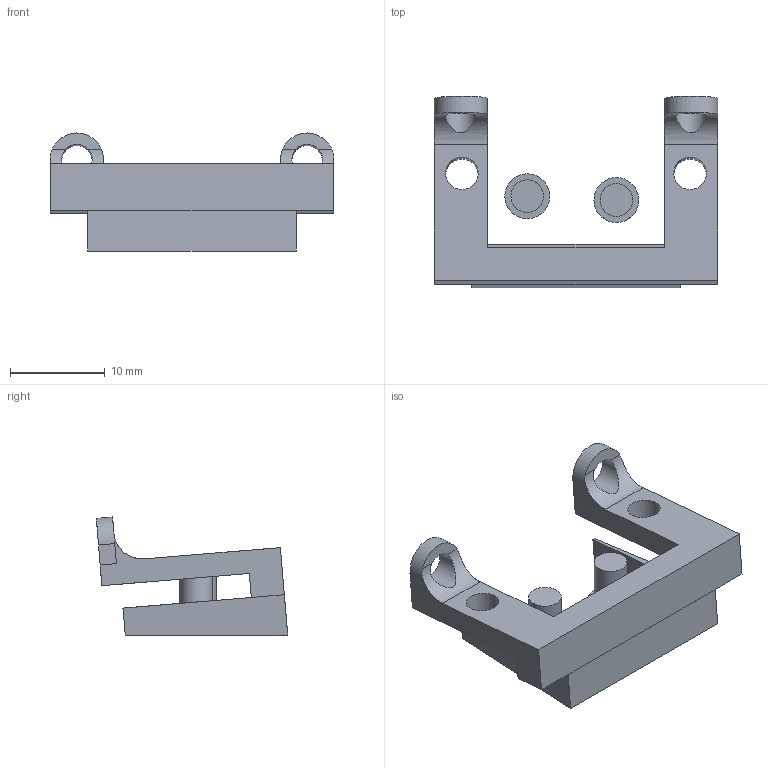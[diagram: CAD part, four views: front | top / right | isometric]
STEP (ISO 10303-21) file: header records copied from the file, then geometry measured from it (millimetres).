
FILE_DESCRIPTION(/* description */ ('STEP AP242','CAx-IF Rec.Pracs.---Representation and Presentation of Product Manufacturing Information (PMI)---4.0---2014-10-13','CAx-IF Rec.Pracs.---3D Tessellated Geometry---0.4---2014-09-14','2;1'),/* implementation_level */ '2;1');
FILE_NAME(/* name */ '655a686d047e2f3b0c1e5001',/* time_stamp */ '2023-11-19T19:56:29Z',/* author */ (''),/* organization */ (''),/* preprocessor_version */ 'ST-DEVELOPER v19.4',/* originating_system */ ' ',/* authorisation */ ' ');
FILE_SCHEMA (('AP242_MANAGED_MODEL_BASED_3D_ENGINEERING_MIM_LF { 1 0 10303 442 1 1 4 }'));
Length unit declared in the file: metre
Products named in the file (4): M13-SDL bracket; Part 4; Part 3; Part 2
Assembly tree (3 placements, depth 2):
  M13-SDL bracket
    Part 4
    Part 3
    Part 2
Bounding box: 30.02 x 20.24 x 12.48 mm (x, y, z)
Volume: 1572 mm3; surface area: 1864.9 mm2
Topology: 3 solids, 3 shells, 56 faces, 142 edges, 92 vertices
Faces by surface type: plane 44, cylinder 12
Full cylindrical faces by diameter (mm): 3.25 x2, 3.45 x4, 4.75 x2
Entity records: 1729 total; most frequent: CARTESIAN_POINT 318, DIRECTION 270, ORIENTED_EDGE 260, EDGE_CURVE 130, LINE 98, VECTOR 98, VERTEX_POINT 88, AXIS2_PLACEMENT_3D 86
